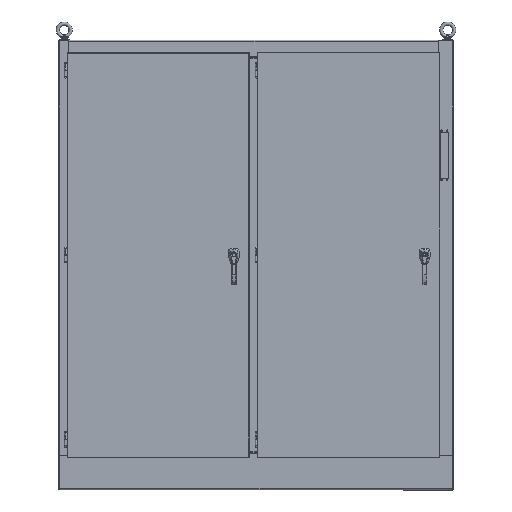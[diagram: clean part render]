
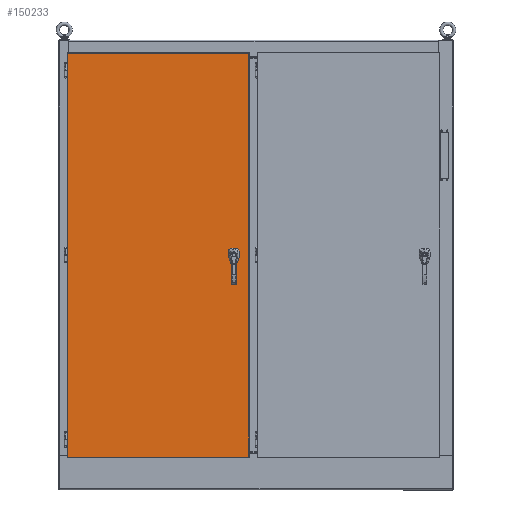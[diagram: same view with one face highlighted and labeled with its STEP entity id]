
A CAD part, top view. The second image highlights one B-rep face of the part: STEP entity #150233.
In plain terms, the highlighted face is planar.
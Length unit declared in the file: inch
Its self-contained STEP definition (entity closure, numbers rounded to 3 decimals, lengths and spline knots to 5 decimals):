
#2078 = DIRECTION ( 'NONE',  ( 1., 0., 0. ) ) ;
#4969 = EDGE_CURVE ( 'NONE', #20146, #136417, #32378, .T. ) ;
#13969 = PLANE ( 'NONE',  #15708 ) ;
#15690 = ORIENTED_EDGE ( 'NONE', *, *, #58605, .T. ) ;
#15708 = AXIS2_PLACEMENT_3D ( 'NONE', #153845, #63925, #53236 ) ;
#15777 = VERTEX_POINT ( 'NONE', #75438 ) ;
#20042 = CARTESIAN_POINT ( 'NONE',  ( -1.37496, -19.24331, 87.50002 ) ) ;
#20146 = VERTEX_POINT ( 'NONE', #100023 ) ;
#22743 = CARTESIAN_POINT ( 'NONE',  ( -37.87499, -19.24331, 87.50002 ) ) ;
#29049 = CARTESIAN_POINT ( 'NONE',  ( -37.87499, -19.24331, 87.50002 ) ) ;
#32378 = LINE ( 'NONE', #20042, #128851 ) ;
#37799 = VECTOR ( 'NONE', #149164, 39.37008 ) ;
#42530 = VERTEX_POINT ( 'NONE', #29049 ) ;
#53236 = DIRECTION ( 'NONE',  ( 1., 0., 0. ) ) ;
#58605 = EDGE_CURVE ( 'NONE', #15777, #136417, #71996, .T. ) ;
#63925 = DIRECTION ( 'NONE',  ( 0., -1., 0. ) ) ;
#65818 = LINE ( 'NONE', #22743, #37799 ) ;
#69388 = LINE ( 'NONE', #117736, #147784 ) ;
#71996 = LINE ( 'NONE', #147361, #128182 ) ;
#75438 = CARTESIAN_POINT ( 'NONE',  ( -37.87499, -19.24331, 6.37514 ) ) ;
#77104 = ORIENTED_EDGE ( 'NONE', *, *, #81500, .T. ) ;
#77503 = CARTESIAN_POINT ( 'NONE',  ( -1.37496, -19.24331, 6.37514 ) ) ;
#81500 = EDGE_CURVE ( 'NONE', #42530, #15777, #65818, .T. ) ;
#95906 = ORIENTED_EDGE ( 'NONE', *, *, #4969, .F. ) ;
#96448 = DIRECTION ( 'NONE',  ( 0., 0., -1. ) ) ;
#100023 = CARTESIAN_POINT ( 'NONE',  ( -1.37496, -19.24331, 87.50002 ) ) ;
#117597 = EDGE_LOOP ( 'NONE', ( #77104, #15690, #95906, #145552 ) ) ;
#117736 = CARTESIAN_POINT ( 'NONE',  ( -37.87499, -19.24331, 87.50002 ) ) ;
#124756 = EDGE_CURVE ( 'NONE', #42530, #20146, #69388, .T. ) ;
#128182 = VECTOR ( 'NONE', #158040, 39.37008 ) ;
#128851 = VECTOR ( 'NONE', #96448, 39.37008 ) ;
#136417 = VERTEX_POINT ( 'NONE', #77503 ) ;
#145552 = ORIENTED_EDGE ( 'NONE', *, *, #124756, .F. ) ;
#147361 = CARTESIAN_POINT ( 'NONE',  ( -37.87499, -19.24331, 6.37514 ) ) ;
#147784 = VECTOR ( 'NONE', #2078, 39.37008 ) ;
#149164 = DIRECTION ( 'NONE',  ( 0., 0., -1. ) ) ;
#150233 = ADVANCED_FACE ( 'NONE', ( #163768 ), #13969, .T. ) ;
#153845 = CARTESIAN_POINT ( 'NONE',  ( 0., -19.24331, 0. ) ) ;
#158040 = DIRECTION ( 'NONE',  ( 1., 0., 0. ) ) ;
#163768 = FACE_OUTER_BOUND ( 'NONE', #117597, .T. ) ;
